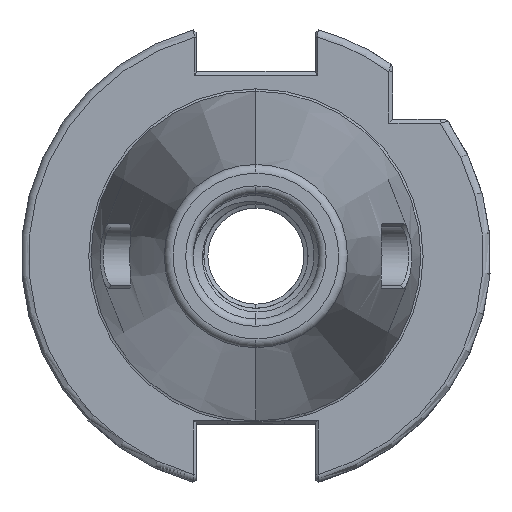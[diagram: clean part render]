
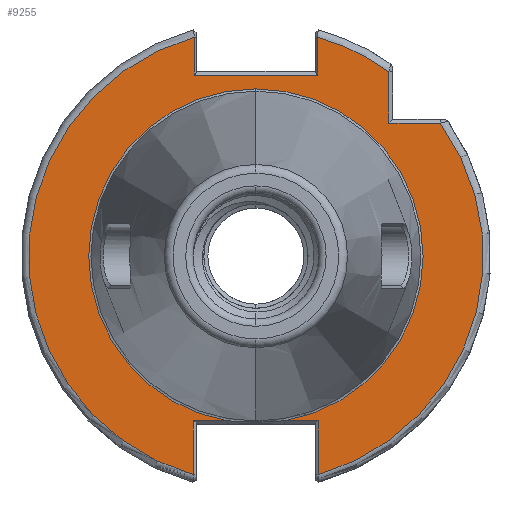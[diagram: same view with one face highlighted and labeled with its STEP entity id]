
A CAD part, left-side view. The second image highlights one B-rep face of the part: STEP entity #9255.
In plain terms, the highlighted planar face has unit normal (-1, 0, 0).
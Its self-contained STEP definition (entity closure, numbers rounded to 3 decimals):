
#1066 = VERTEX_POINT ( 'NONE', #4722 ) ;
#1115 = VERTEX_POINT ( 'NONE', #4710 ) ;
#1116 = VERTEX_POINT ( 'NONE', #4715 ) ;
#1117 = VERTEX_POINT ( 'NONE', #4716 ) ;
#1120 = VERTEX_POINT ( 'NONE', #4740 ) ;
#1177 = EDGE_LOOP ( 'NONE', ( #7475, #7513, #7470, #7514, #7484, #7480, #7518, #7472, #7468, #7510, #7488, #7498, #7503, #7473 ) ) ;
#1418 = VERTEX_POINT ( 'NONE', #4847 ) ;
#1479 = VERTEX_POINT ( 'NONE', #4864 ) ;
#1526 = VERTEX_POINT ( 'NONE', #4952 ) ;
#1533 = VERTEX_POINT ( 'NONE', #4974 ) ;
#1544 = VERTEX_POINT ( 'NONE', #4972 ) ;
#1570 = VERTEX_POINT ( 'NONE', #5024 ) ;
#1574 = VERTEX_POINT ( 'NONE', #5028 ) ;
#1579 = VERTEX_POINT ( 'NONE', #5019 ) ;
#1587 = VERTEX_POINT ( 'NONE', #5020 ) ;
#2722 = DIRECTION ( 'NONE',  ( 0., 0., -1. ) ) ;
#2734 = DIRECTION ( 'NONE',  ( 0., -1., 0. ) ) ;
#2744 = DIRECTION ( 'NONE',  ( 1., 0., 0. ) ) ;
#2748 = CARTESIAN_POINT ( 'NONE',  ( 0., 22.692, -22.3 ) ) ;
#2750 = CARTESIAN_POINT ( 'NONE',  ( 0., 0., 0. ) ) ;
#2754 = CARTESIAN_POINT ( 'NONE',  ( 0., 8.05, 24.5 ) ) ;
#2758 = DIRECTION ( 'NONE',  ( 0., 0., -1. ) ) ;
#2760 = DIRECTION ( 'NONE',  ( 0., 0., 1. ) ) ;
#2761 = DIRECTION ( 'NONE',  ( 0., -1., 0. ) ) ;
#2762 = CARTESIAN_POINT ( 'NONE',  ( 0., 8.451, 0. ) ) ;
#2764 = DIRECTION ( 'NONE',  ( -1., 0., 0. ) ) ;
#2766 = DIRECTION ( 'NONE',  ( 0., 1., 0. ) ) ;
#2770 = CARTESIAN_POINT ( 'NONE',  ( 0., 0., 0. ) ) ;
#2771 = DIRECTION ( 'NONE',  ( -1., 0., 0. ) ) ;
#2777 = CARTESIAN_POINT ( 'NONE',  ( 0., 8.335, 29.704 ) ) ;
#2780 = DIRECTION ( 'NONE',  ( 0., 0., -1. ) ) ;
#2784 = CARTESIAN_POINT ( 'NONE',  ( 0., 22.692, -22.3 ) ) ;
#2788 = CARTESIAN_POINT ( 'NONE',  ( 0., 0., 0. ) ) ;
#2791 = DIRECTION ( 'NONE',  ( 0., 0., 1. ) ) ;
#2839 = CARTESIAN_POINT ( 'NONE',  ( 0., -18., 24.594 ) ) ;
#2896 = DIRECTION ( 'NONE',  ( 0., 0., 1. ) ) ;
#2912 = DIRECTION ( 'NONE',  ( 0., 0., -1. ) ) ;
#2918 = DIRECTION ( 'NONE',  ( -1., 0., 0. ) ) ;
#2925 = CARTESIAN_POINT ( 'NONE',  ( 0., -18.5, 18. ) ) ;
#2930 = CARTESIAN_POINT ( 'NONE',  ( 0., -8.335, 25. ) ) ;
#2947 = CARTESIAN_POINT ( 'NONE',  ( 0., 0., 0. ) ) ;
#2954 = DIRECTION ( 'NONE',  ( 0., 1., 0. ) ) ;
#2959 = DIRECTION ( 'NONE',  ( 0., 0., -1. ) ) ;
#4611 = CARTESIAN_POINT ( 'NONE',  ( 0., -8.451, 0. ) ) ;
#4612 = DIRECTION ( 'NONE',  ( 0., 0., -1. ) ) ;
#4710 = CARTESIAN_POINT ( 'NONE',  ( 0., -8.451, -22.3 ) ) ;
#4715 = CARTESIAN_POINT ( 'NONE',  ( 0., -18., 18. ) ) ;
#4716 = CARTESIAN_POINT ( 'NONE',  ( 0., -18., 24.962 ) ) ;
#4722 = CARTESIAN_POINT ( 'NONE',  ( 0., -8.451, -29.592 ) ) ;
#4740 = CARTESIAN_POINT ( 'NONE',  ( 0., 8.335, 24.5 ) ) ;
#4847 = CARTESIAN_POINT ( 'NONE',  ( 0., 0., 22.627 ) ) ;
#4864 = CARTESIAN_POINT ( 'NONE',  ( 0., -3.833, -22.3 ) ) ;
#4952 = CARTESIAN_POINT ( 'NONE',  ( 0., -8.335, 24.5 ) ) ;
#4972 = CARTESIAN_POINT ( 'NONE',  ( 0., 8.451, -29.592 ) ) ;
#4974 = CARTESIAN_POINT ( 'NONE',  ( 0., 8.451, -22.3 ) ) ;
#5011 = DIRECTION ( 'NONE',  ( 0., 0., -1. ) ) ;
#5013 = DIRECTION ( 'NONE',  ( 1., 0., 0. ) ) ;
#5016 = CARTESIAN_POINT ( 'NONE',  ( 0., 0., 0. ) ) ;
#5019 = CARTESIAN_POINT ( 'NONE',  ( 0., 8.335, 29.625 ) ) ;
#5020 = CARTESIAN_POINT ( 'NONE',  ( 0., 3.833, -22.3 ) ) ;
#5024 = CARTESIAN_POINT ( 'NONE',  ( 0., -24.962, 18. ) ) ;
#5028 = CARTESIAN_POINT ( 'NONE',  ( 0., -8.335, 29.625 ) ) ;
#5598 = DIRECTION ( 'NONE',  ( 1., 0., 0. ) ) ;
#5621 = PLANE ( 'NONE',  #7101 ) ;
#5636 = DIRECTION ( 'NONE',  ( 0., 0., -1. ) ) ;
#5644 = CARTESIAN_POINT ( 'NONE',  ( 0., 22.692, 0. ) ) ;
#6188 = CIRCLE ( 'NONE', #7134, 22.627 ) ;
#6282 = FACE_OUTER_BOUND ( 'NONE', #1177, .T. ) ;
#6418 = EDGE_CURVE ( 'NONE', #1418, #1479, #6188, .T. ) ;
#6485 = EDGE_CURVE ( 'NONE', #1115, #1066, #12446, .T. ) ;
#6526 = EDGE_CURVE ( 'NONE', #1587, #1418, #12472, .T. ) ;
#6532 = EDGE_CURVE ( 'NONE', #1533, #1587, #12527, .T. ) ;
#6539 = EDGE_CURVE ( 'NONE', #1120, #1579, #12537, .T. ) ;
#6541 = EDGE_CURVE ( 'NONE', #1579, #1544, #12500, .T. ) ;
#6542 = EDGE_CURVE ( 'NONE', #1526, #1120, #12540, .T. ) ;
#6545 = EDGE_CURVE ( 'NONE', #1544, #1533, #12506, .T. ) ;
#6546 = EDGE_CURVE ( 'NONE', #1479, #1115, #12534, .T. ) ;
#6547 = EDGE_CURVE ( 'NONE', #1066, #1570, #12536, .T. ) ;
#6556 = EDGE_CURVE ( 'NONE', #1116, #1117, #12538, .T. ) ;
#6562 = EDGE_CURVE ( 'NONE', #1574, #1526, #12546, .T. ) ;
#6563 = EDGE_CURVE ( 'NONE', #1117, #1574, #12501, .T. ) ;
#6569 = EDGE_CURVE ( 'NONE', #1570, #1116, #12492, .T. ) ;
#6913 = AXIS2_PLACEMENT_3D ( 'NONE', #2788, #2764, #2758 ) ;
#6918 = AXIS2_PLACEMENT_3D ( 'NONE', #2947, #2918, #2912 ) ;
#6921 = AXIS2_PLACEMENT_3D ( 'NONE', #2750, #2744, #2722 ) ;
#6924 = AXIS2_PLACEMENT_3D ( 'NONE', #2770, #2771, #2780 ) ;
#7101 = AXIS2_PLACEMENT_3D ( 'NONE', #5644, #5598, #5636 ) ;
#7134 = AXIS2_PLACEMENT_3D ( 'NONE', #5016, #5013, #5011 ) ;
#7468 = ORIENTED_EDGE ( 'NONE', *, *, #6532, .T. ) ;
#7470 = ORIENTED_EDGE ( 'NONE', *, *, #6563, .T. ) ;
#7472 = ORIENTED_EDGE ( 'NONE', *, *, #6545, .T. ) ;
#7473 = ORIENTED_EDGE ( 'NONE', *, *, #6547, .T. ) ;
#7475 = ORIENTED_EDGE ( 'NONE', *, *, #6569, .T. ) ;
#7480 = ORIENTED_EDGE ( 'NONE', *, *, #6539, .T. ) ;
#7484 = ORIENTED_EDGE ( 'NONE', *, *, #6542, .T. ) ;
#7488 = ORIENTED_EDGE ( 'NONE', *, *, #6418, .T. ) ;
#7498 = ORIENTED_EDGE ( 'NONE', *, *, #6546, .T. ) ;
#7503 = ORIENTED_EDGE ( 'NONE', *, *, #6485, .T. ) ;
#7510 = ORIENTED_EDGE ( 'NONE', *, *, #6526, .T. ) ;
#7513 = ORIENTED_EDGE ( 'NONE', *, *, #6556, .T. ) ;
#7514 = ORIENTED_EDGE ( 'NONE', *, *, #6562, .T. ) ;
#7518 = ORIENTED_EDGE ( 'NONE', *, *, #6541, .T. ) ;
#9255 = ADVANCED_FACE ( 'NONE', ( #6282 ), #5621, .F. ) ;
#12446 = LINE ( 'NONE', #4611, #12462 ) ;
#12462 = VECTOR ( 'NONE', #4612, 1000. ) ;
#12472 = CIRCLE ( 'NONE', #6921, 22.627 ) ;
#12491 = VECTOR ( 'NONE', #2734, 1000. ) ;
#12492 = LINE ( 'NONE', #2925, #12541 ) ;
#12500 = CIRCLE ( 'NONE', #6913, 30.775 ) ;
#12501 = CIRCLE ( 'NONE', #6918, 30.775 ) ;
#12506 = LINE ( 'NONE', #2762, #12532 ) ;
#12515 = VECTOR ( 'NONE', #2896, 1000. ) ;
#12516 = VECTOR ( 'NONE', #2791, 1000. ) ;
#12517 = VECTOR ( 'NONE', #2766, 1000. ) ;
#12519 = VECTOR ( 'NONE', #2761, 1000. ) ;
#12527 = LINE ( 'NONE', #2748, #12491 ) ;
#12532 = VECTOR ( 'NONE', #2760, 1000. ) ;
#12534 = LINE ( 'NONE', #2784, #12519 ) ;
#12536 = CIRCLE ( 'NONE', #6924, 30.775 ) ;
#12537 = LINE ( 'NONE', #2777, #12516 ) ;
#12538 = LINE ( 'NONE', #2839, #12515 ) ;
#12540 = LINE ( 'NONE', #2754, #12517 ) ;
#12541 = VECTOR ( 'NONE', #2954, 1000. ) ;
#12545 = VECTOR ( 'NONE', #2959, 1000. ) ;
#12546 = LINE ( 'NONE', #2930, #12545 ) ;
